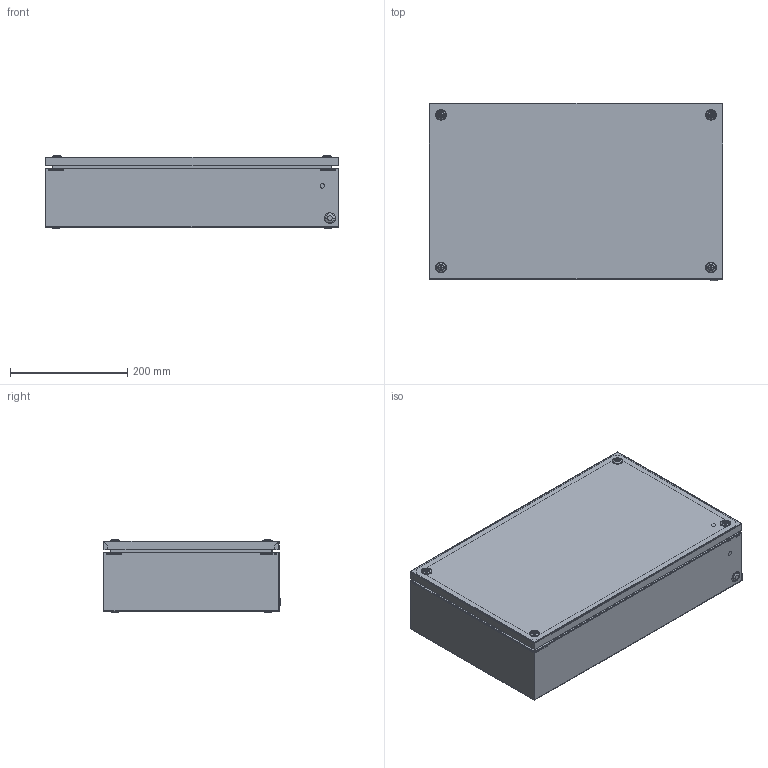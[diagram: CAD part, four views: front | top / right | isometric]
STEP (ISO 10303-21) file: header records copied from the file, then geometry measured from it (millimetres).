
FILE_DESCRIPTION (( 'STEP AP203' ), '1' );
FILE_NAME ('500x300x120 R5CDE53120.step', '2012-05-14T05:43:13', ( 'User' ), ( 'DKC' ), 'SwSTEP 2.0', 'SolidWorks 2011', '' );
FILE_SCHEMA (( 'CONFIG_CONTROL_DESIGN' ));
Products named in the file (18): 500x300x120 R5CDE53120; Tapping screw 4.2x9.5_Screw DIN 968-ST4.2x9.5-R-H-S; Mounting plates_500x300; AC00C323_Default; Screw M5 CDE AC00C324; Cover CDE 1mm_500x300; sealant for cover CDE_500x300; Frame CDE KO 1mm_500x300x120; Traversino CD01C553_Default; end-cap_AC00C061; land; Çåðêàëüíî îòðàçèòüÇåðêàëüíî îòðàçèòüSquadretta fissaggio_Default; Çåðêàëüíî îòðàçèòüSquadretta fissaggio_Default; Squadretta fissaggio_CD01C555; End-cup AC00C317_Default; AC00C316_AC00C316; Frame CDE 1mm_500x300x120
Assembly tree (33 placements, depth 3):
  500x300x120 R5CDE53120
    Screw M5 CDE AC00C324  x4
    Tapping screw 4.2x9.5_Screw DIN 968-ST4.2x9.5-R-H-S  x4
    Mounting plates_500x300
    AC00C323_Default  x4
    Frame CDE KO 1mm_500x300x120
      Çåðêàëüíî îòðàçèòüÇåðêàëüíî îòðàçèòüSquadretta fissaggio_Default
      end-cap_AC00C061
      End-cup AC00C317_Default  x4
      Traversino CD01C553_Default  x2
      Frame CDE 1mm_500x300x120
      Çåðêàëüíî îòðàçèòüSquadretta fissaggio_Default  x2
      AC00C316_AC00C316
      land
      Squadretta fissaggio_CD01C555
    Cover CDE 1mm_500x300
      Cover CDE 1mm_500x300
      land
      sealant for cover CDE_500x300
      end-cap_AC00C061
Bounding box: 500 x 302.5 x 124.18 mm (x, y, z)
Volume: 881921.6 mm3; surface area: 1414438.6 mm2
Topology: 33 solids, 33 shells, 2177 faces, 5555 edges, 3490 vertices
Faces by surface type: plane 706, bspline 614, cylinder 571, cone 200, torus 60, sphere 26
Entity records: 109589 total; most frequent: CARTESIAN_POINT 81897, ORIENTED_EDGE 5978, DIRECTION 4365, EDGE_CURVE 2989, VERTEX_POINT 1856, AXIS2_PLACEMENT_3D 1571, EDGE_LOOP 1265, LINE 1223
